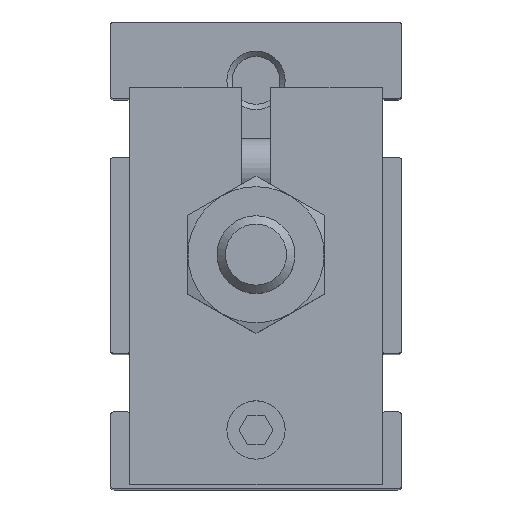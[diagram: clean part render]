
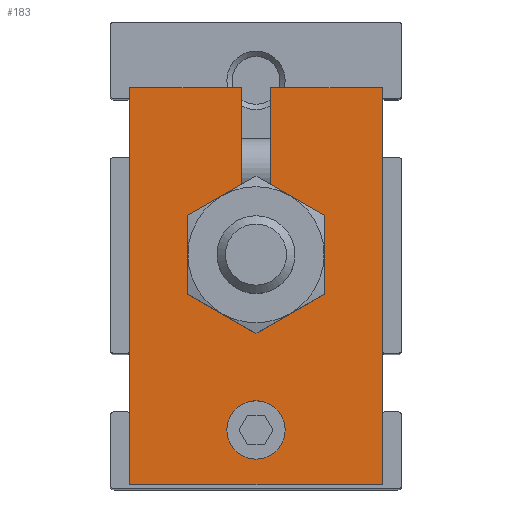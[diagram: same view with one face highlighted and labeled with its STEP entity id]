
A CAD part, top view. The second image highlights one B-rep face of the part: STEP entity #183.
In plain terms, the highlighted planar face has unit normal (0, 0, 1).
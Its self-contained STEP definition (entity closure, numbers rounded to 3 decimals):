
#183 = ADVANCED_FACE( '', ( #387, #388 ), #389, .T. );
#387 = FACE_BOUND( '', #806, .T. );
#388 = FACE_OUTER_BOUND( '', #807, .T. );
#389 = PLANE( '', #808 );
#806 = EDGE_LOOP( '', ( #1309 ) );
#807 = EDGE_LOOP( '', ( #1310, #1311, #1312, #1313, #1314, #1315, #1316, #1317 ) );
#808 = AXIS2_PLACEMENT_3D( '', #1318, #1319, #1320 );
#1309 = ORIENTED_EDGE( '', *, *, #2613, .F. );
#1310 = ORIENTED_EDGE( '', *, *, #2614, .T. );
#1311 = ORIENTED_EDGE( '', *, *, #2615, .T. );
#1312 = ORIENTED_EDGE( '', *, *, #2616, .T. );
#1313 = ORIENTED_EDGE( '', *, *, #2617, .T. );
#1314 = ORIENTED_EDGE( '', *, *, #2618, .T. );
#1315 = ORIENTED_EDGE( '', *, *, #2619, .T. );
#1316 = ORIENTED_EDGE( '', *, *, #2620, .F. );
#1317 = ORIENTED_EDGE( '', *, *, #2621, .T. );
#1318 = CARTESIAN_POINT( '', ( 0., 0., 9. ) );
#1319 = DIRECTION( '', ( 0., 0., 1. ) );
#1320 = DIRECTION( '', ( 1., 0., 0. ) );
#2613 = EDGE_CURVE( '', #3091, #3091, #3092, .T. );
#2614 = EDGE_CURVE( '', #3093, #3094, #3095, .T. );
#2615 = EDGE_CURVE( '', #3094, #3096, #3097, .T. );
#2616 = EDGE_CURVE( '', #3096, #3098, #3099, .T. );
#2617 = EDGE_CURVE( '', #3098, #3100, #3101, .T. );
#2618 = EDGE_CURVE( '', #3100, #3102, #3103, .T. );
#2619 = EDGE_CURVE( '', #3102, #3104, #3105, .T. );
#2620 = EDGE_CURVE( '', #3106, #3104, #3107, .T. );
#2621 = EDGE_CURVE( '', #3106, #3093, #3108, .T. );
#3091 = VERTEX_POINT( '', #4202 );
#3092 = CIRCLE( '', #4203, 1.5 );
#3093 = VERTEX_POINT( '', #4204 );
#3094 = VERTEX_POINT( '', #4205 );
#3095 = LINE( '', #4206, #4207 );
#3096 = VERTEX_POINT( '', #4208 );
#3097 = LINE( '', #4209, #4210 );
#3098 = VERTEX_POINT( '', #4211 );
#3099 = LINE( '', #4212, #4213 );
#3100 = VERTEX_POINT( '', #4214 );
#3101 = LINE( '', #4215, #4216 );
#3102 = VERTEX_POINT( '', #4217 );
#3103 = LINE( '', #4218, #4219 );
#3104 = VERTEX_POINT( '', #4220 );
#3105 = LINE( '', #4221, #4222 );
#3106 = VERTEX_POINT( '', #4223 );
#3107 = CIRCLE( '', #4224, 2. );
#3108 = LINE( '', #4225, #4226 );
#4202 = CARTESIAN_POINT( '', ( 1.5, -9., 9. ) );
#4203 = AXIS2_PLACEMENT_3D( '', #5394, #5395, #5396 );
#4204 = CARTESIAN_POINT( '', ( -0.75, 8.6, 9. ) );
#4205 = CARTESIAN_POINT( '', ( -6.5, 8.6, 9. ) );
#4206 = CARTESIAN_POINT( '', ( -0.75, 8.6, 9. ) );
#4207 = VECTOR( '', #5397, 1000. );
#4208 = CARTESIAN_POINT( '', ( -6.5, -11.8, 9. ) );
#4209 = CARTESIAN_POINT( '', ( -6.5, 8.6, 9. ) );
#4210 = VECTOR( '', #5398, 1000. );
#4211 = CARTESIAN_POINT( '', ( 6.5, -11.8, 9. ) );
#4212 = CARTESIAN_POINT( '', ( -6.5, -11.8, 9. ) );
#4213 = VECTOR( '', #5399, 1000. );
#4214 = CARTESIAN_POINT( '', ( 6.5, 8.6, 9. ) );
#4215 = CARTESIAN_POINT( '', ( 6.5, -11.8, 9. ) );
#4216 = VECTOR( '', #5400, 1000. );
#4217 = CARTESIAN_POINT( '', ( 0.75, 8.6, 9. ) );
#4218 = CARTESIAN_POINT( '', ( 6.5, 8.6, 9. ) );
#4219 = VECTOR( '', #5401, 1000. );
#4220 = CARTESIAN_POINT( '', ( 0.75, 1.854, 9. ) );
#4221 = CARTESIAN_POINT( '', ( 0.75, 8.6, 9. ) );
#4222 = VECTOR( '', #5402, 1000. );
#4223 = CARTESIAN_POINT( '', ( -0.75, 1.854, 9. ) );
#4224 = AXIS2_PLACEMENT_3D( '', #5403, #5404, #5405 );
#4225 = CARTESIAN_POINT( '', ( -0.75, 1.854, 9. ) );
#4226 = VECTOR( '', #5406, 1000. );
#5394 = CARTESIAN_POINT( '', ( 0., -9., 9. ) );
#5395 = DIRECTION( '', ( 0., 0., 1. ) );
#5396 = DIRECTION( '', ( 1., 0., 0. ) );
#5397 = DIRECTION( '', ( -1., 0., 0. ) );
#5398 = DIRECTION( '', ( 0., -1., 0. ) );
#5399 = DIRECTION( '', ( 1., 0., 0. ) );
#5400 = DIRECTION( '', ( 0., 1., 0. ) );
#5401 = DIRECTION( '', ( -1., 0., 0. ) );
#5402 = DIRECTION( '', ( 0., -1., 0. ) );
#5403 = CARTESIAN_POINT( '', ( 0., 0., 9. ) );
#5404 = DIRECTION( '', ( 0., 0., 1. ) );
#5405 = DIRECTION( '', ( 1., 0., 0. ) );
#5406 = DIRECTION( '', ( 0., 1., 0. ) );
